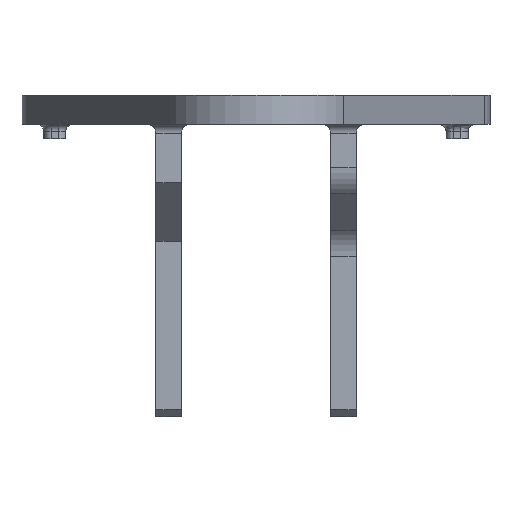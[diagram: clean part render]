
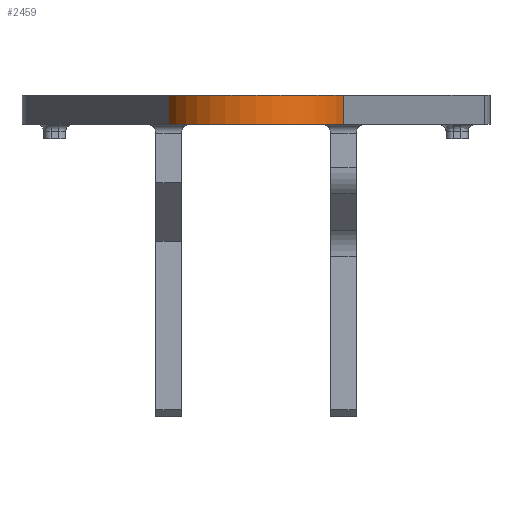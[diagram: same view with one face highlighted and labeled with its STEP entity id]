
A CAD part, front view. The second image highlights one B-rep face of the part: STEP entity #2459.
In plain terms, the highlighted cylindrical face has radius 13 mm (diameter 26 mm), a partial arc.
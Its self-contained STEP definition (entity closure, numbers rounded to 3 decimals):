
#357=LINE('',#4467,#573);
#358=LINE('',#4469,#574);
#573=VECTOR('',#3407,10.);
#574=VECTOR('',#3410,10.);
#632=CYLINDRICAL_SURFACE('',#2714,13.);
#759=FACE_OUTER_BOUND('',#927,.T.);
#927=EDGE_LOOP('',(#2315,#2316,#2317,#2318));
#955=CIRCLE('',#2518,13.);
#1033=CIRCLE('',#2676,13.);
#1087=VERTEX_POINT('',#3534);
#1088=VERTEX_POINT('',#3536);
#1250=VERTEX_POINT('',#4369);
#1251=VERTEX_POINT('',#4371);
#1331=EDGE_CURVE('',#1087,#1088,#955,.T.);
#1575=EDGE_CURVE('',#1250,#1251,#1033,.T.);
#1623=EDGE_CURVE('',#1251,#1087,#357,.T.);
#1624=EDGE_CURVE('',#1250,#1088,#358,.T.);
#2315=ORIENTED_EDGE('',*,*,#1331,.F.);
#2316=ORIENTED_EDGE('',*,*,#1623,.F.);
#2317=ORIENTED_EDGE('',*,*,#1575,.F.);
#2318=ORIENTED_EDGE('',*,*,#1624,.T.);
#2459=ADVANCED_FACE('',(#759),#632,.T.);
#2518=AXIS2_PLACEMENT_3D('',#3537,#2835,#2836);
#2676=AXIS2_PLACEMENT_3D('',#4372,#3297,#3298);
#2714=AXIS2_PLACEMENT_3D('',#4468,#3408,#3409);
#2835=DIRECTION('center_axis',(0.,0.,-1.));
#2836=DIRECTION('ref_axis',(-1.,0.,0.));
#3297=DIRECTION('center_axis',(0.,0.,1.));
#3298=DIRECTION('ref_axis',(-1.,0.,0.));
#3407=DIRECTION('',(0.,0.,-1.));
#3408=DIRECTION('center_axis',(0.,0.,-1.));
#3409=DIRECTION('ref_axis',(-1.,0.,0.));
#3410=DIRECTION('',(0.,0.,-1.));
#3534=CARTESIAN_POINT('',(43.962,7.91,0.));
#3536=CARTESIAN_POINT('',(20.038,7.91,0.));
#3537=CARTESIAN_POINT('Origin',(32.,13.,0.));
#4369=CARTESIAN_POINT('',(20.038,7.91,4.));
#4371=CARTESIAN_POINT('',(43.962,7.91,4.));
#4372=CARTESIAN_POINT('Origin',(32.,13.,4.));
#4467=CARTESIAN_POINT('',(43.962,7.91,4.));
#4468=CARTESIAN_POINT('Origin',(32.,13.,4.));
#4469=CARTESIAN_POINT('',(20.038,7.91,4.));
